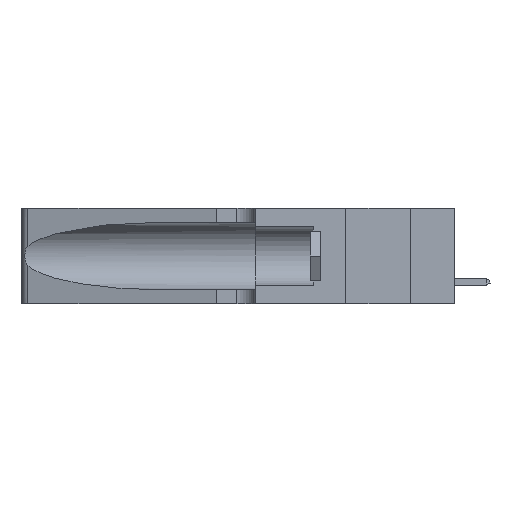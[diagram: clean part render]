
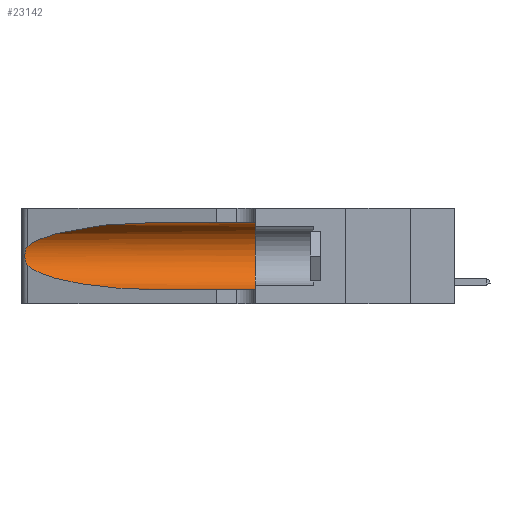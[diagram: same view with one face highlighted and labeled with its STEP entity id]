
A CAD part, left-side view. The second image highlights one B-rep face of the part: STEP entity #23142.
In plain terms, the highlighted cylindrical face has radius 3.308 mm (diameter 6.617 mm), a partial arc.
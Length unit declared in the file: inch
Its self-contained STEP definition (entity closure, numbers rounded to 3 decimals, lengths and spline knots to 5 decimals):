
#1381 = FACE_OUTER_BOUND ( 'NONE', #25909, .T. ) ;
#1401 = CARTESIAN_POINT ( 'NONE',  ( 0.2373, 1.15595, 0.28018 ) ) ;
#1667 = CARTESIAN_POINT ( 'NONE',  ( 0.1305, 0.35, 0.185 ) ) ;
#1993 = EDGE_CURVE ( 'NONE', #32264, #26930, #29760, .T. ) ;
#2339 = LINE ( 'NONE', #24250, #9514 ) ;
#2371 = ORIENTED_EDGE ( 'NONE', *, *, #11010, .T. ) ;
#2575 = CARTESIAN_POINT ( 'NONE',  ( 0.1305, 0.72297, 0.05475 ) ) ;
#2729 =( BOUNDED_CURVE ( )  B_SPLINE_CURVE ( 3, ( #14249, #29783, #1401, #24829 ),
 .UNSPECIFIED., .F., .F. ) 
 B_SPLINE_CURVE_WITH_KNOTS ( ( 4, 4 ),
 ( 1.5708, 2.84003 ),
 .UNSPECIFIED. ) 
 CURVE ( )  GEOMETRIC_REPRESENTATION_ITEM ( )  RATIONAL_B_SPLINE_CURVE ( ( 1., 0.87, 0.87, 1. ) ) 
 REPRESENTATION_ITEM ( '' )  );
#2915 = ORIENTED_EDGE ( 'NONE', *, *, #31514, .T. ) ;
#3376 = EDGE_CURVE ( 'NONE', #18836, #32264, #4126, .T. ) ;
#4075 = CARTESIAN_POINT ( 'NONE',  ( 0.1305, 0.35, 0.31525 ) ) ;
#4126 =( BOUNDED_CURVE ( )  B_SPLINE_CURVE ( 3, ( #17524, #9771, #17751, #25184 ),
 .UNSPECIFIED., .F., .F. ) 
 B_SPLINE_CURVE_WITH_KNOTS ( ( 4, 4 ),
 ( 3.44316, 4.71239 ),
 .UNSPECIFIED. ) 
 CURVE ( )  GEOMETRIC_REPRESENTATION_ITEM ( )  RATIONAL_B_SPLINE_CURVE ( ( 1., 0.87, 0.87, 1. ) ) 
 REPRESENTATION_ITEM ( '' )  );
#6488 = AXIS2_PLACEMENT_3D ( 'NONE', #1667, #8898, #15765 ) ;
#6694 = EDGE_CURVE ( 'NONE', #11183, #29071, #2339, .T. ) ;
#6815 = ORIENTED_EDGE ( 'NONE', *, *, #6694, .F. ) ;
#6995 = CARTESIAN_POINT ( 'NONE',  ( 0.1305, 1.61858, 0.185 ) ) ;
#8520 = CARTESIAN_POINT ( 'NONE',  ( 0.25639, 1.23186, 0.15144 ) ) ;
#8609 = ORIENTED_EDGE ( 'NONE', *, *, #1993, .T. ) ;
#8746 = CARTESIAN_POINT ( 'NONE',  ( 0.25639, 1.23184, 0.21858 ) ) ;
#8855 = CARTESIAN_POINT ( 'NONE',  ( 0.25856, 1.23593, 0.16098 ) ) ;
#8898 = DIRECTION ( 'NONE',  ( 0., 1., 0. ) ) ;
#9416 = CARTESIAN_POINT ( 'NONE',  ( 0.26018, 1.23835, 0.19895 ) ) ;
#9514 = VECTOR ( 'NONE', #16697, 39.37008 ) ;
#9771 = CARTESIAN_POINT ( 'NONE',  ( 0.2373, 1.15595, 0.08982 ) ) ;
#9838 = CARTESIAN_POINT ( 'NONE',  ( 0.1305, 0.35, 0.05475 ) ) ;
#10154 = DIRECTION ( 'NONE',  ( 0., 0., -1. ) ) ;
#11010 = EDGE_CURVE ( 'NONE', #26580, #18836, #14207, .T. ) ;
#11183 = VERTEX_POINT ( 'NONE', #15481 ) ;
#11336 = CARTESIAN_POINT ( 'NONE',  ( 0.26075, 1.23896, 0.178 ) ) ;
#11896 = CARTESIAN_POINT ( 'NONE',  ( 0.25854, 1.2359, 0.20912 ) ) ;
#12351 = ORIENTED_EDGE ( 'NONE', *, *, #15971, .F. ) ;
#13887 = ORIENTED_EDGE ( 'NONE', *, *, #3376, .T. ) ;
#14207 = B_SPLINE_CURVE_WITH_KNOTS ( 'NONE', 3,
 ( #17059, #31825, #8746, #19102, #11896, #9416, #21575, #11336, #29328, #8855, #26848, #8520, #14472, #22244 ),
 .UNSPECIFIED., .F., .F.,
 ( 4, 2, 2, 2, 2, 2, 4 ),
 ( 0., 0.00027, 0.00053, 0.00107, 0.0016, 0.00187, 0.00214 ),
 .UNSPECIFIED. ) ;
#14249 = CARTESIAN_POINT ( 'NONE',  ( 0.1305, 0.72297, 0.31525 ) ) ;
#14472 = CARTESIAN_POINT ( 'NONE',  ( 0.25555, 1.22993, 0.14849 ) ) ;
#15012 = CYLINDRICAL_SURFACE ( 'NONE', #15448, 0.13025 ) ;
#15317 = DIRECTION ( 'NONE',  ( 0., -1., 0. ) ) ;
#15448 = AXIS2_PLACEMENT_3D ( 'NONE', #6995, #15317, #10154 ) ;
#15481 = CARTESIAN_POINT ( 'NONE',  ( 0.1305, 0.72297, 0.31525 ) ) ;
#15765 = DIRECTION ( 'NONE',  ( 0., 0., 1. ) ) ;
#15971 = EDGE_CURVE ( 'NONE', #29071, #26930, #18023, .T. ) ;
#16697 = DIRECTION ( 'NONE',  ( 0., -1., 0. ) ) ;
#17059 = CARTESIAN_POINT ( 'NONE',  ( 0.25487, 1.22718, 0.22369 ) ) ;
#17524 = CARTESIAN_POINT ( 'NONE',  ( 0.25487, 1.22718, 0.14631 ) ) ;
#17626 = DIRECTION ( 'NONE',  ( 0., -1., 0. ) ) ;
#17751 = CARTESIAN_POINT ( 'NONE',  ( 0.18966, 0.96281, 0.05475 ) ) ;
#18023 = CIRCLE ( 'NONE', #6488, 0.13025 ) ;
#18836 = VERTEX_POINT ( 'NONE', #27800 ) ;
#19102 = CARTESIAN_POINT ( 'NONE',  ( 0.25787, 1.23484, 0.2124 ) ) ;
#21575 = CARTESIAN_POINT ( 'NONE',  ( 0.26075, 1.23896, 0.19203 ) ) ;
#22244 = CARTESIAN_POINT ( 'NONE',  ( 0.25487, 1.22718, 0.14631 ) ) ;
#23142 = ADVANCED_FACE ( 'NONE', ( #1381 ), #15012, .F. ) ;
#24122 = VECTOR ( 'NONE', #17626, 39.37008 ) ;
#24250 = CARTESIAN_POINT ( 'NONE',  ( 0.1305, 1.61858, 0.31525 ) ) ;
#24261 = CARTESIAN_POINT ( 'NONE',  ( 0.25487, 1.22718, 0.22369 ) ) ;
#24829 = CARTESIAN_POINT ( 'NONE',  ( 0.25487, 1.22718, 0.22369 ) ) ;
#25184 = CARTESIAN_POINT ( 'NONE',  ( 0.1305, 0.72297, 0.05475 ) ) ;
#25909 = EDGE_LOOP ( 'NONE', ( #2915, #2371, #13887, #8609, #12351, #6815 ) ) ;
#26580 = VERTEX_POINT ( 'NONE', #24261 ) ;
#26848 = CARTESIAN_POINT ( 'NONE',  ( 0.25789, 1.23486, 0.15765 ) ) ;
#26930 = VERTEX_POINT ( 'NONE', #9838 ) ;
#27800 = CARTESIAN_POINT ( 'NONE',  ( 0.25487, 1.22718, 0.14631 ) ) ;
#29071 = VERTEX_POINT ( 'NONE', #4075 ) ;
#29328 = CARTESIAN_POINT ( 'NONE',  ( 0.26017, 1.23833, 0.17102 ) ) ;
#29760 = LINE ( 'NONE', #30486, #24122 ) ;
#29783 = CARTESIAN_POINT ( 'NONE',  ( 0.18966, 0.96281, 0.31525 ) ) ;
#30486 = CARTESIAN_POINT ( 'NONE',  ( 0.1305, 1.61858, 0.05475 ) ) ;
#31514 = EDGE_CURVE ( 'NONE', #11183, #26580, #2729, .T. ) ;
#31825 = CARTESIAN_POINT ( 'NONE',  ( 0.25555, 1.22994, 0.2215 ) ) ;
#32264 = VERTEX_POINT ( 'NONE', #2575 ) ;
